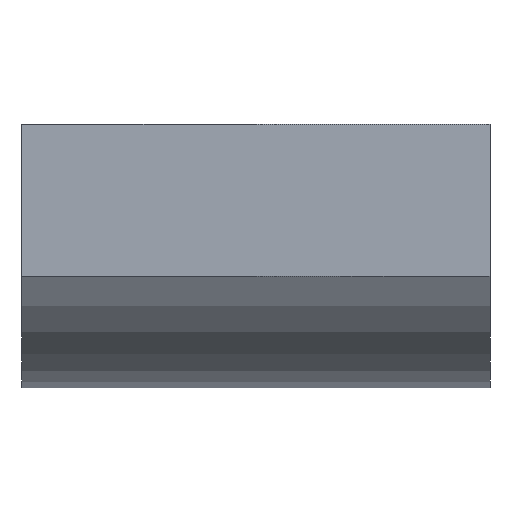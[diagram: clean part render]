
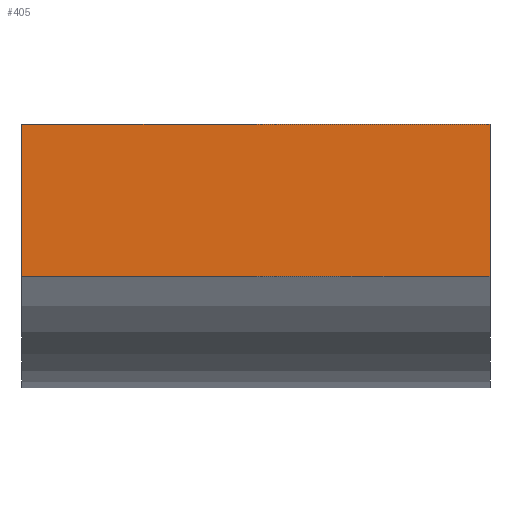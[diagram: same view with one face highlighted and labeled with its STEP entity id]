
A CAD part, front view. The second image highlights one B-rep face of the part: STEP entity #405.
In plain terms, the highlighted planar face has unit normal (0, -1, 0).
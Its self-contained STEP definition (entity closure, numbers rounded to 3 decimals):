
#36=PLANE('',#461);
#56=FACE_OUTER_BOUND('',#88,.T.);
#88=EDGE_LOOP('',(#346,#347,#348,#349));
#122=LINE('',#680,#154);
#123=LINE('',#683,#155);
#124=LINE('',#685,#156);
#125=LINE('',#686,#157);
#154=VECTOR('',#569,10.);
#155=VECTOR('',#572,10.);
#156=VECTOR('',#573,10.);
#157=VECTOR('',#574,10.);
#212=VERTEX_POINT('',#676);
#213=VERTEX_POINT('',#678);
#214=VERTEX_POINT('',#682);
#215=VERTEX_POINT('',#684);
#264=EDGE_CURVE('',#212,#213,#122,.T.);
#265=EDGE_CURVE('',#214,#212,#123,.T.);
#266=EDGE_CURVE('',#215,#213,#124,.T.);
#267=EDGE_CURVE('',#214,#215,#125,.T.);
#346=ORIENTED_EDGE('',*,*,#265,.T.);
#347=ORIENTED_EDGE('',*,*,#264,.T.);
#348=ORIENTED_EDGE('',*,*,#266,.F.);
#349=ORIENTED_EDGE('',*,*,#267,.F.);
#405=ADVANCED_FACE('',(#56),#36,.T.);
#461=AXIS2_PLACEMENT_3D('',#681,#570,#571);
#569=DIRECTION('',(1.,0.,0.));
#570=DIRECTION('center_axis',(0.,-1.,0.));
#571=DIRECTION('ref_axis',(0.,0.,-1.));
#572=DIRECTION('',(0.,0.,-1.));
#573=DIRECTION('',(0.,0.,-1.));
#574=DIRECTION('',(1.,0.,0.));
#676=CARTESIAN_POINT('',(0.,-46.15,-7.884));
#678=CARTESIAN_POINT('',(40.,-46.15,-7.884));
#680=CARTESIAN_POINT('',(0.,-46.15,-7.884));
#681=CARTESIAN_POINT('Origin',(0.,-46.15,5.116));
#682=CARTESIAN_POINT('',(0.,-46.15,5.116));
#683=CARTESIAN_POINT('',(0.,-46.15,5.116));
#684=CARTESIAN_POINT('',(40.,-46.15,5.116));
#685=CARTESIAN_POINT('',(40.,-46.15,5.116));
#686=CARTESIAN_POINT('',(0.,-46.15,5.116));
